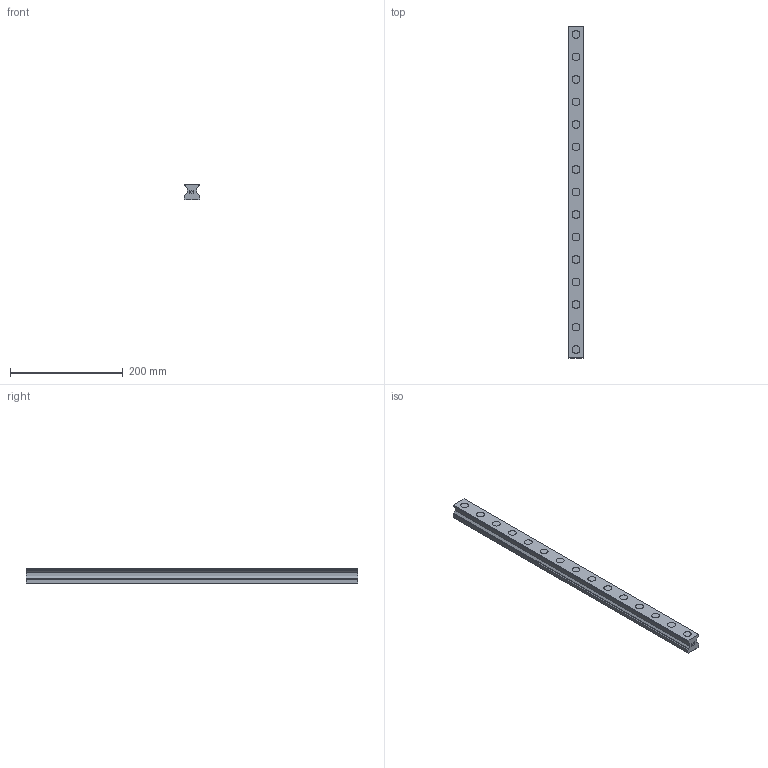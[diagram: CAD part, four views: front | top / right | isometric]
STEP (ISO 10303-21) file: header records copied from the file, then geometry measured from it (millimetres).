
FILE_DESCRIPTION(('STEP AP214'),'1');
FILE_NAME('cctmp_62C595A2-A6ED-4C03-BADB-1A20D570BFC5_2021_03_11_12_40_20_0317..stp','2021-03-11T11:40:20',('HIWIN GmbH'),('CADClick - www.CADClick.com'),'Spatial InterOp 3D',' ','unknown authorization');
FILE_SCHEMA(('AUTOMOTIVE_DESIGN'));
Length unit declared in the file: millimetre
Products named in the file (1): RGR30R590H_FILE
Bounding box: 28 x 590 x 28 mm (x, y, z)
Volume: 337909.5 mm3; surface area: 88814.7 mm2
Topology: 1 solids, 1 shells, 250 faces, 597 edges, 398 vertices
Faces by surface type: plane 142, cylinder 108
Entity records: 9321 total; most frequent: DIRECTION 1315, CARTESIAN_POINT 1246, ORIENTED_EDGE 1194, EDGE_CURVE 597, AXIS2_PLACEMENT_3D 467, VERTEX_POINT 398, LINE 381, VECTOR 381
